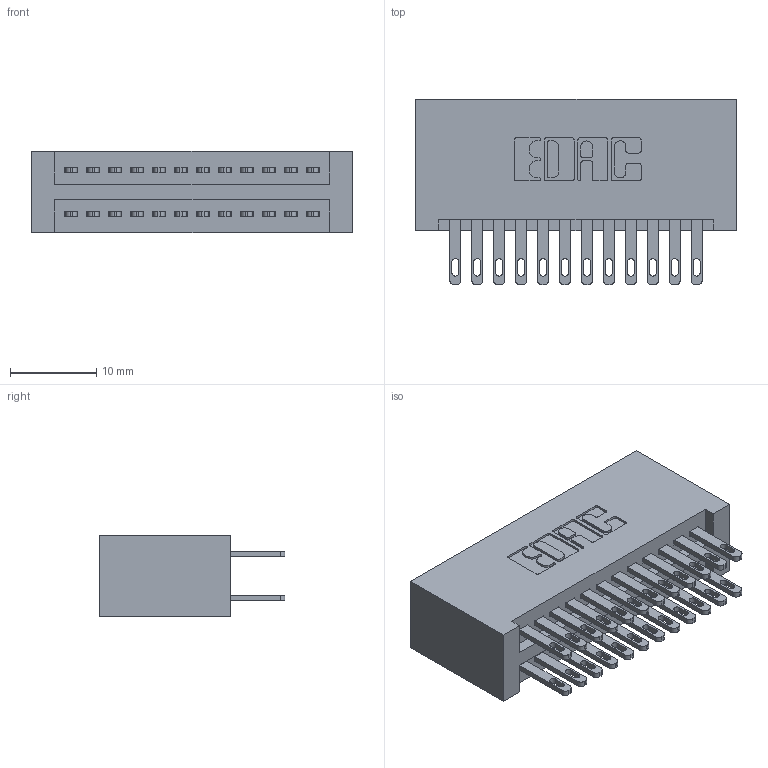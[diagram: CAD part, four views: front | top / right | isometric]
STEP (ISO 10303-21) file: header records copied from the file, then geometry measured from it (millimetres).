
FILE_DESCRIPTION (( 'STEP AP203' ), '1' );
FILE_NAME ('345-024-500-201.STEP', '2019-10-27T16:08:21', ( '' ), ( '' ), 'SwSTEP 2.0', 'SolidWorks 2016', '' );
FILE_SCHEMA (( 'CONFIG_CONTROL_DESIGN' ));
Length unit declared in the file: inch
Products named in the file (3): 345-292-001_345-293-100; 345-024-500-201; 345 Part_No Mounting Lugs
Assembly tree (25 placements, depth 2):
  345-024-500-201
    345 Part_No Mounting Lugs
    345-292-001_345-293-100  x24
Bounding box: 37.08 x 21.51 x 9.4 mm (x, y, z)
Volume: 4013.2 mm3; surface area: 5899.1 mm2
Topology: 25 solids, 25 shells, 1222 faces, 3701 edges, 2466 vertices
Faces by surface type: plane 724, cylinder 498
Entity records: 13107 total; most frequent: CARTESIAN_POINT 2224, ORIENTED_EDGE 2158, DIRECTION 1995, EDGE_CURVE 1079, LINE 903, VECTOR 903, VERTEX_POINT 718, AXIS2_PLACEMENT_3D 546
